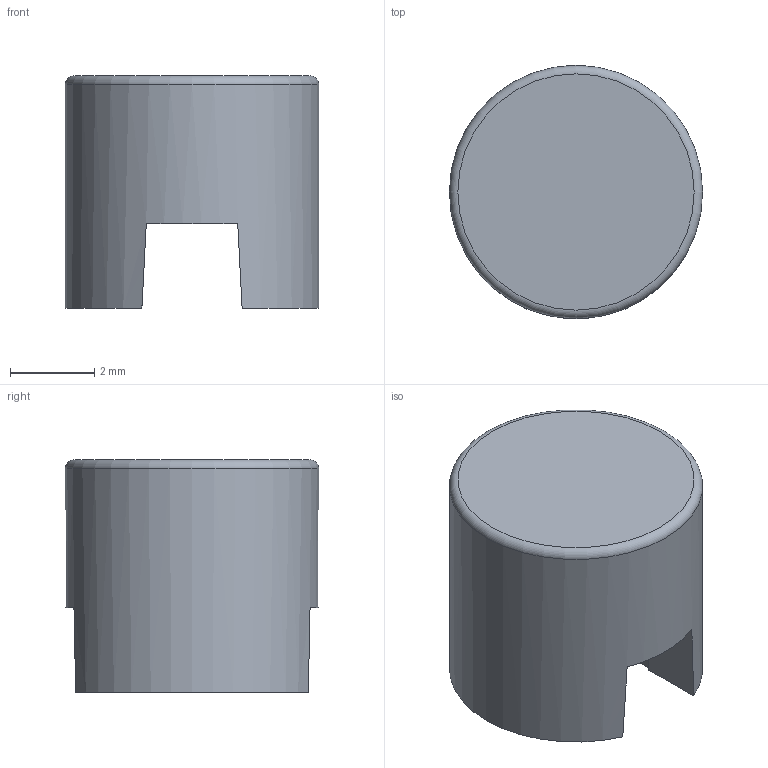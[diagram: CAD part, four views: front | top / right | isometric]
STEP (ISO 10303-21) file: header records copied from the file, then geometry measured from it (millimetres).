
FILE_DESCRIPTION(/* description */ (''),/* implementation_level */ '2;1');
FILE_NAME(/* name */ 'sc64_shell_button v3.step',/* time_stamp */ '2024-01-03T20:51:50-06:00',/* author */ (''),/* organization */ (''),/* preprocessor_version */ 'ST-DEVELOPER v20',/* originating_system */ 'Autodesk Translation Framework v12.14.0.127',/* authorisation */ '');
FILE_SCHEMA (('AUTOMOTIVE_DESIGN { 1 0 10303 214 3 1 1 }'));
Length unit declared in the file: millimetre
Products named in the file (1): sc64_shell reworked
Bounding box: 6 x 6 x 5.5 mm (x, y, z)
Volume: 115.1 mm3; surface area: 191.8 mm2
Topology: 1 solids, 1 shells, 16 faces, 41 edges, 27 vertices
Faces by surface type: plane 14, torus 1, cylinder 1
Full cylindrical faces by diameter (mm): 6 x1
Entity records: 532 total; most frequent: DIRECTION 87, CARTESIAN_POINT 85, ORIENTED_EDGE 82, EDGE_CURVE 41, LINE 29, VECTOR 29, AXIS2_PLACEMENT_3D 29, VERTEX_POINT 27
